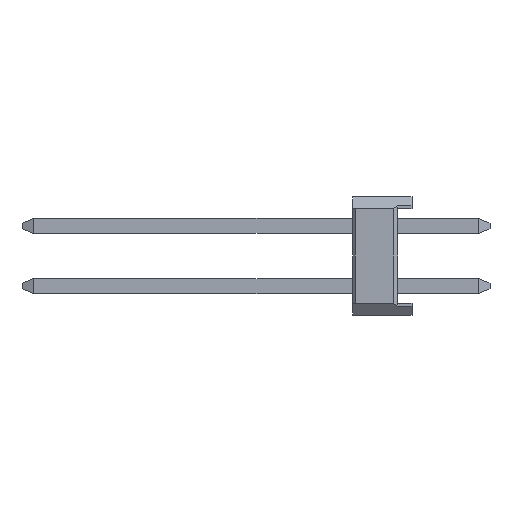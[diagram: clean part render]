
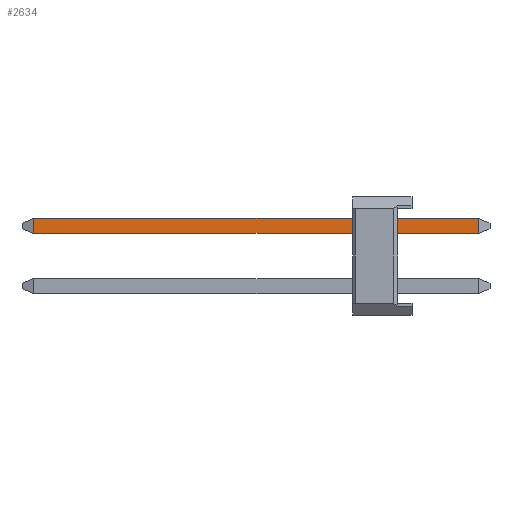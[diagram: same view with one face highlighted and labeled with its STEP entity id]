
A CAD part, front view. The second image highlights one B-rep face of the part: STEP entity #2634.
In plain terms, the highlighted planar face has unit normal (0, -1, 0).
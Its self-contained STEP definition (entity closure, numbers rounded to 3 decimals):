
#2634=ADVANCED_FACE('',(#5426),#3961,.T.);
#3961=PLANE('',#27294);
#5426=FACE_OUTER_BOUND('',#7029,.T.);
#7029=EDGE_LOOP('',(#11979,#11980,#11981,#11982));
#11979=ORIENTED_EDGE('',*,*,#18656,.F.);
#11980=ORIENTED_EDGE('',*,*,#18674,.F.);
#11981=ORIENTED_EDGE('',*,*,#18667,.T.);
#11982=ORIENTED_EDGE('',*,*,#18675,.F.);
#15782=VERTEX_POINT('',#40499);
#15784=VERTEX_POINT('',#40505);
#15790=VERTEX_POINT('',#40523);
#15791=VERTEX_POINT('',#40527);
#18656=EDGE_CURVE('',#15782,#15784,#21895,.T.);
#18667=EDGE_CURVE('',#15791,#15790,#21906,.T.);
#18674=EDGE_CURVE('',#15791,#15782,#21913,.T.);
#18675=EDGE_CURVE('',#15784,#15790,#21914,.T.);
#21895=LINE('',#40504,#25134);
#21906=LINE('',#40526,#25145);
#21913=LINE('',#40540,#25152);
#21914=LINE('',#40542,#25153);
#25134=VECTOR('',#31625,1.);
#25145=VECTOR('',#31644,1.);
#25152=VECTOR('',#31661,1.);
#25153=VECTOR('',#31664,1.);
#27294=AXIS2_PLACEMENT_3D('',#40543,#31665,#31666);
#31625=DIRECTION('',(1.,0.,0.));
#31644=DIRECTION('',(1.,0.,0.));
#31661=DIRECTION('',(0.,0.,1.));
#31664=DIRECTION('',(0.,0.,-1.));
#31665=DIRECTION('',(0.,-1.,0.));
#31666=DIRECTION('',(0.,0.,1.));
#40499=CARTESIAN_POINT('',(-13.5,0.953,-0.913));
#40504=CARTESIAN_POINT('',(-6.3,0.953,-0.913));
#40505=CARTESIAN_POINT('',(5.3,0.953,-0.913));
#40523=CARTESIAN_POINT('',(5.3,0.953,-1.548));
#40526=CARTESIAN_POINT('',(-6.3,0.953,-1.548));
#40527=CARTESIAN_POINT('',(-13.5,0.953,-1.548));
#40540=CARTESIAN_POINT('',(-13.5,0.953,-1.548));
#40542=CARTESIAN_POINT('',(5.3,0.953,-0.913));
#40543=CARTESIAN_POINT('',(-6.8,0.953,-0.913));
